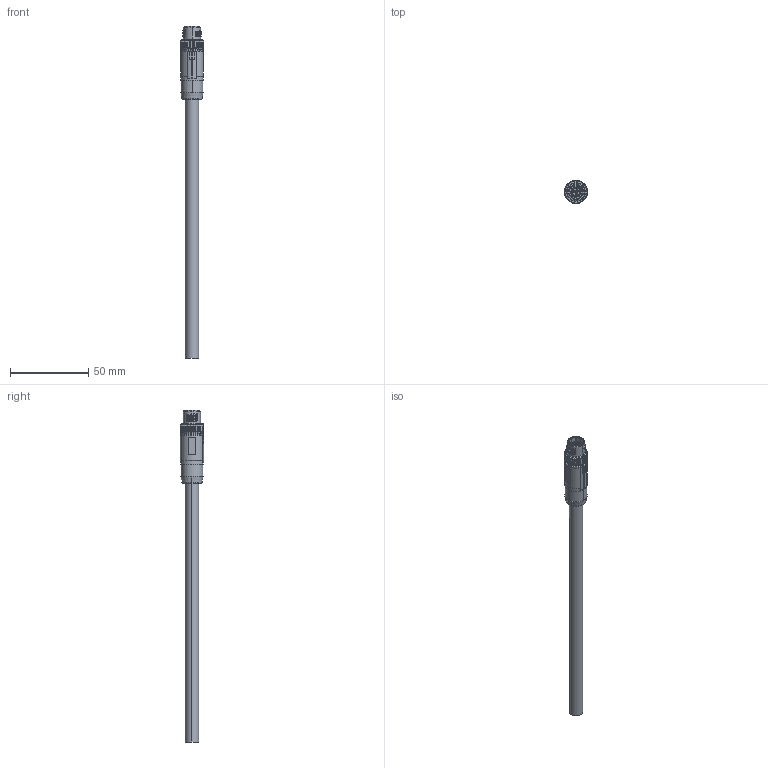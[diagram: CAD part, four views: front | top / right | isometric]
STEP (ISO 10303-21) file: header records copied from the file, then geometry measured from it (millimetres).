
FILE_DESCRIPTION (( 'STEP AP214' ), '1' );
FILE_NAME ('0E011028_mit Beschriftung.STEP', '2025-05-07T13:33:16', ( '' ), ( '' ), 'SwSTEP 2.0', 'SolidWorks 2024', '' );
FILE_SCHEMA (( 'AUTOMOTIVE_DESIGN' ));
Length unit declared in the file: millimetre
Products named in the file (1): 0E011028_mit Beschriftung
Bounding box: 14.79 x 15.01 x 211.7 mm (x, y, z)
Volume: 15755.8 mm3; surface area: 7834.1 mm2
Topology: 1 solids, 1 shells, 662 faces, 1670 edges, 1032 vertices
Faces by surface type: plane 297, cylinder 170, bspline 74, torus 61, cone 32, sphere 28
Entity records: 21848 total; most frequent: CARTESIAN_POINT 6538, ORIENTED_EDGE 3236, DIRECTION 3151, EDGE_CURVE 1618, AXIS2_PLACEMENT_3D 1225, VERTEX_POINT 1008, EDGE_LOOP 712, LINE 701
